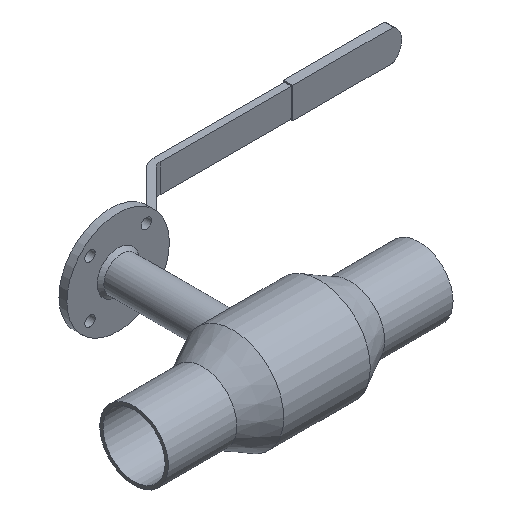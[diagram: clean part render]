
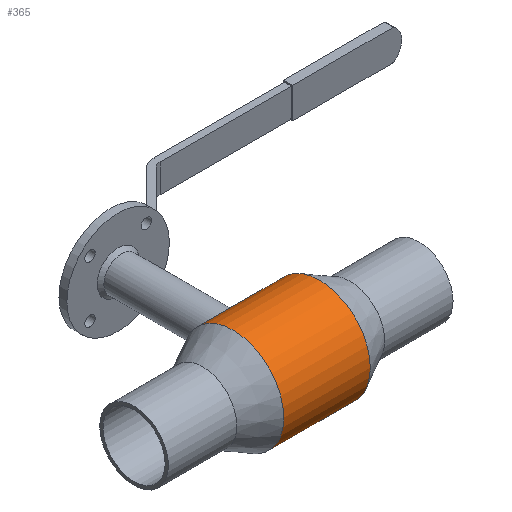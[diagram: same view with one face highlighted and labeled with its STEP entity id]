
A CAD part, isometric view. The second image highlights one B-rep face of the part: STEP entity #365.
In plain terms, the highlighted cylindrical face has radius 44.45 mm (diameter 88.9 mm), a full revolution.
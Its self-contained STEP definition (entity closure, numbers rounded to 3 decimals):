
#313=CARTESIAN_POINT('',(144.0,0.0,0.0));
#314=DIRECTION('',(1.0,0.0,0.0));
#315=DIRECTION('',(0.0,1.0,0.0));
#316=AXIS2_PLACEMENT_3D('',#313,#314,#315);
#317=CYLINDRICAL_SURFACE('',#316,44.45);
#318=CARTESIAN_POINT('',(87.0,44.45,0.0));
#319=VERTEX_POINT('',#318);
#320=CARTESIAN_POINT('',(87.0,0.0,0.0));
#321=DIRECTION('',(1.0,0.0,0.0));
#322=DIRECTION('',(0.0,1.0,0.0));
#323=AXIS2_PLACEMENT_3D('',#320,#321,#322);
#324=CIRCLE('',#323,44.45);
#325=EDGE_CURVE('',#319,#319,#324,.T.);
#326=ORIENTED_EDGE('',*,*,#325,.T.);
#327=EDGE_LOOP('',(#326));
#328=FACE_OUTER_BOUND('',#327,.T.);
#329=CARTESIAN_POINT('',(163.,44.45,0.0));
#330=VERTEX_POINT('',#329);
#331=CARTESIAN_POINT('',(163.,0.0,0.0));
#332=DIRECTION('',(1.0,0.0,0.0));
#333=DIRECTION('',(0.0,1.0,0.0));
#334=AXIS2_PLACEMENT_3D('',#331,#332,#333);
#335=CIRCLE('',#334,44.45);
#336=EDGE_CURVE('',#330,#330,#335,.T.);
#337=ORIENTED_EDGE('',*,*,#336,.F.);
#338=EDGE_LOOP('',(#337));
#339=FACE_BOUND('',#338,.T.);
#340=CARTESIAN_POINT('',(125.,40.52,-18.275));
#341=VERTEX_POINT('',#340);
#342=CARTESIAN_POINT('',(125.,40.517,-18.276));
#343=CARTESIAN_POINT('',(121.967,40.517,-18.276));
#344=CARTESIAN_POINT('',(115.9,41.127,-17.001));
#345=CARTESIAN_POINT('',(108.753,43.034,-11.799));
#346=CARTESIAN_POINT('',(104.692,44.507,-4.266));
#347=CARTESIAN_POINT('',(104.695,44.51,4.266));
#348=CARTESIAN_POINT('',(108.747,43.03,11.799));
#349=CARTESIAN_POINT('',(115.12,41.344,16.421));
#350=CARTESIAN_POINT('',(121.915,40.49,18.341));
#351=CARTESIAN_POINT('',(128.086,40.49,18.345));
#352=CARTESIAN_POINT('',(133.906,41.22,16.691));
#353=CARTESIAN_POINT('',(140.57,42.774,12.57));
#354=CARTESIAN_POINT('',(145.308,44.515,5.219));
#355=CARTESIAN_POINT('',(145.307,44.504,-4.268));
#356=CARTESIAN_POINT('',(141.248,43.035,-11.798));
#357=CARTESIAN_POINT('',(134.099,41.127,-17.001));
#358=CARTESIAN_POINT('',(128.033,40.517,-18.276));
#359=CARTESIAN_POINT('',(125.,40.517,-18.276));
#360=B_SPLINE_CURVE_WITH_KNOTS('',3,(#342,#343,#344,#345,#346,#347,#348,#349,#350,#351,#352,#353,#354,#355,#356,#357,#358,#359),.UNSPECIFIED.,.T.,.U.,(4,1,1,1,1,1,1,1,1,1,1,1,1,1,1,4),(-12.749,-11.839,-10.928,-10.017,-9.107,-8.196,-7.285,-6.678,-6.071,-5.464,-4.857,-3.643,-2.732,-1.821,-0.911,0.0),.UNSPECIFIED.);
#361=EDGE_CURVE('',#341,#341,#360,.T.);
#362=ORIENTED_EDGE('',*,*,#361,.F.);
#363=EDGE_LOOP('',(#362));
#364=FACE_BOUND('',#363,.T.);
#365=ADVANCED_FACE('',(#328,#339,#364),#317,.T.);
